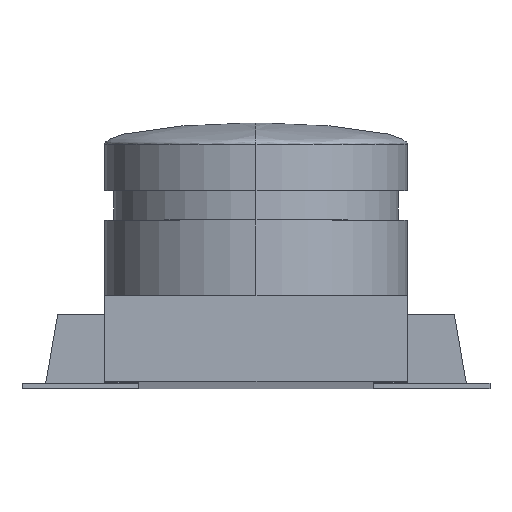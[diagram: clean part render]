
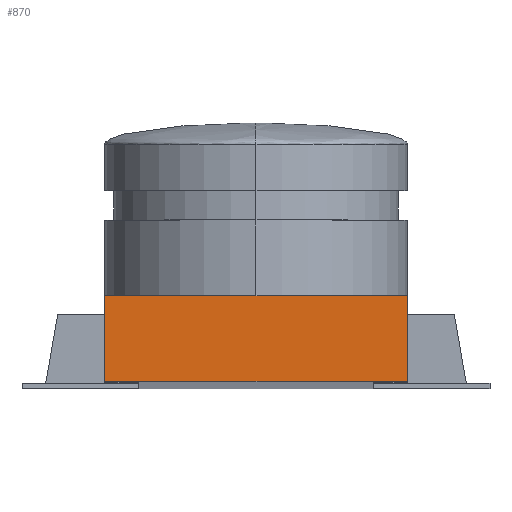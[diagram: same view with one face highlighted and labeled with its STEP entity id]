
A CAD part, top view. The second image highlights one B-rep face of the part: STEP entity #870.
In plain terms, the highlighted planar face has unit normal (0, 0, 1).
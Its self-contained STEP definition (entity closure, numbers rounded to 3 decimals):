
#1 = ORIENTED_EDGE ( 'NONE', *, *, #703, .F. ) ;
#15 = DIRECTION ( 'NONE',  ( 0., -1., 0. ) ) ;
#68 = CARTESIAN_POINT ( 'NONE',  ( -3.28, 1.86, 3.28 ) ) ;
#80 = CARTESIAN_POINT ( 'NONE',  ( 3.28, 0., 3.28 ) ) ;
#96 = CARTESIAN_POINT ( 'NONE',  ( -3.28, 1.86, 3.28 ) ) ;
#108 = LINE ( 'NONE', #357, #194 ) ;
#142 = VECTOR ( 'NONE', #414, 1000. ) ;
#169 = CARTESIAN_POINT ( 'NONE',  ( -3.28, 1.86, 3.28 ) ) ;
#173 = CARTESIAN_POINT ( 'NONE',  ( -3.28, 0., 3.28 ) ) ;
#194 = VECTOR ( 'NONE', #15, 1000. ) ;
#257 = VECTOR ( 'NONE', #996, 1000. ) ;
#272 = LINE ( 'NONE', #780, #534 ) ;
#357 = CARTESIAN_POINT ( 'NONE',  ( 3.28, 1.86, 3.28 ) ) ;
#362 = LINE ( 'NONE', #859, #642 ) ;
#403 = EDGE_LOOP ( 'NONE', ( #828, #678, #1, #858, #525 ) ) ;
#414 = DIRECTION ( 'NONE',  ( 1., 0., 0. ) ) ;
#435 = DIRECTION ( 'NONE',  ( 0., -1., 0. ) ) ;
#448 = DIRECTION ( 'NONE',  ( -1., 0., 0. ) ) ;
#487 = LINE ( 'NONE', #68, #142 ) ;
#509 = LINE ( 'NONE', #169, #257 ) ;
#519 = EDGE_CURVE ( 'NONE', #929, #743, #272, .T. ) ;
#525 = ORIENTED_EDGE ( 'NONE', *, *, #1016, .T. ) ;
#534 = VECTOR ( 'NONE', #867, 1000. ) ;
#588 = VERTEX_POINT ( 'NONE', #712 ) ;
#619 = FACE_OUTER_BOUND ( 'NONE', #403, .T. ) ;
#642 = VECTOR ( 'NONE', #435, 1000. ) ;
#652 = CARTESIAN_POINT ( 'NONE',  ( -3.28, 1.86, 3.28 ) ) ;
#678 = ORIENTED_EDGE ( 'NONE', *, *, #920, .F. ) ;
#679 = CARTESIAN_POINT ( 'NONE',  ( 3.28, 1.86, 3.28 ) ) ;
#691 = PLANE ( 'NONE',  #984 ) ;
#703 = EDGE_CURVE ( 'NONE', #588, #822, #487, .T. ) ;
#712 = CARTESIAN_POINT ( 'NONE',  ( 0., 1.86, 3.28 ) ) ;
#743 = VERTEX_POINT ( 'NONE', #80 ) ;
#766 = EDGE_CURVE ( 'NONE', #1066, #588, #509, .T. ) ;
#780 = CARTESIAN_POINT ( 'NONE',  ( -3.28, 0., 3.28 ) ) ;
#822 = VERTEX_POINT ( 'NONE', #679 ) ;
#828 = ORIENTED_EDGE ( 'NONE', *, *, #519, .T. ) ;
#858 = ORIENTED_EDGE ( 'NONE', *, *, #766, .F. ) ;
#859 = CARTESIAN_POINT ( 'NONE',  ( -3.28, 1.86, 3.28 ) ) ;
#867 = DIRECTION ( 'NONE',  ( 1., 0., 0. ) ) ;
#870 = ADVANCED_FACE ( 'NONE', ( #619 ), #691, .F. ) ;
#920 = EDGE_CURVE ( 'NONE', #822, #743, #108, .T. ) ;
#929 = VERTEX_POINT ( 'NONE', #173 ) ;
#939 = DIRECTION ( 'NONE',  ( 0., 0., -1. ) ) ;
#984 = AXIS2_PLACEMENT_3D ( 'NONE', #96, #939, #448 ) ;
#996 = DIRECTION ( 'NONE',  ( 1., 0., 0. ) ) ;
#1016 = EDGE_CURVE ( 'NONE', #1066, #929, #362, .T. ) ;
#1066 = VERTEX_POINT ( 'NONE', #652 ) ;
